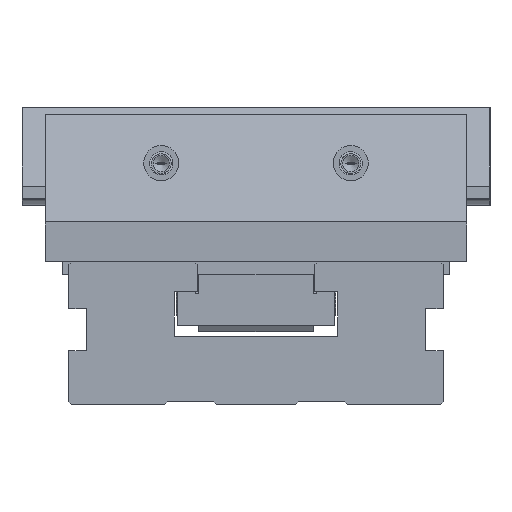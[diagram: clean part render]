
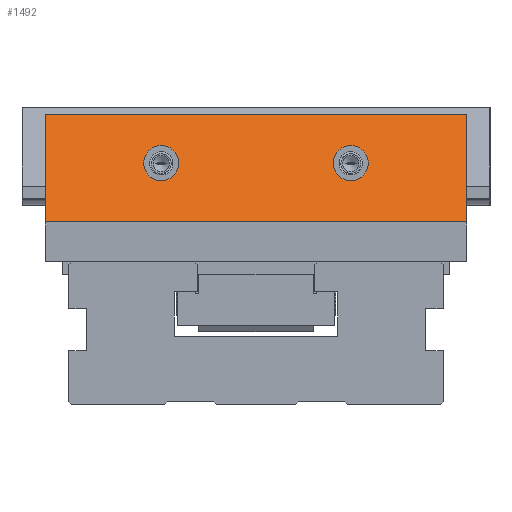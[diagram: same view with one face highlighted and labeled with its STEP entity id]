
A CAD part, left-side view. The second image highlights one B-rep face of the part: STEP entity #1492.
In plain terms, the highlighted planar face has unit normal (-0.924, 0, 0.383).
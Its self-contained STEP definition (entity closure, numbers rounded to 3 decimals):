
#219=ELLIPSE('',#8860,8.118,7.5);
#220=ELLIPSE('',#8875,8.118,7.5);
#845=FACE_BOUND('',#2694,.T.);
#846=FACE_BOUND('',#2695,.T.);
#847=FACE_BOUND('',#2696,.T.);
#1492=ADVANCED_FACE('',(#845,#846,#847),#1845,.F.);
#1845=PLANE('',#8877);
#2694=EDGE_LOOP('',(#3938,#3939,#3940,#3941));
#2695=EDGE_LOOP('',(#3942));
#2696=EDGE_LOOP('',(#3943));
#3938=ORIENTED_EDGE('',*,*,#6393,.T.);
#3939=ORIENTED_EDGE('',*,*,#6377,.T.);
#3940=ORIENTED_EDGE('',*,*,#6410,.T.);
#3941=ORIENTED_EDGE('',*,*,#6397,.T.);
#3942=ORIENTED_EDGE('',*,*,#6443,.F.);
#3943=ORIENTED_EDGE('',*,*,#6437,.F.);
#5488=VERTEX_POINT('',#12882);
#5489=VERTEX_POINT('',#12883);
#5502=VERTEX_POINT('',#12914);
#5505=VERTEX_POINT('',#12922);
#5532=VERTEX_POINT('',#13009);
#5539=VERTEX_POINT('',#13031);
#6377=EDGE_CURVE('',#5488,#5489,#7280,.T.);
#6393=EDGE_CURVE('',#5502,#5488,#7294,.T.);
#6397=EDGE_CURVE('',#5505,#5502,#7297,.T.);
#6410=EDGE_CURVE('',#5489,#5505,#7308,.T.);
#6437=EDGE_CURVE('',#5532,#5532,#219,.T.);
#6443=EDGE_CURVE('',#5539,#5539,#220,.T.);
#7280=LINE('',#12881,#7992);
#7294=LINE('',#12913,#8006);
#7297=LINE('',#12921,#8009);
#7308=LINE('',#12946,#8020);
#7992=VECTOR('',#10202,1.);
#8006=VECTOR('',#10224,1.);
#8009=VECTOR('',#10231,1.);
#8020=VECTOR('',#10250,1.);
#8860=AXIS2_PLACEMENT_3D('',#13008,#10324,#10325);
#8875=AXIS2_PLACEMENT_3D('',#13030,#10354,#10355);
#8877=AXIS2_PLACEMENT_3D('',#13033,#10358,#10359);
#10202=DIRECTION('',(0.,1.,0.));
#10224=DIRECTION('',(0.383,0.,0.924));
#10231=DIRECTION('',(0.,-1.,0.));
#10250=DIRECTION('',(-0.383,0.,-0.924));
#10324=DIRECTION('',(-0.924,0.,0.383));
#10325=DIRECTION('',(0.383,0.,0.924));
#10354=DIRECTION('',(-0.924,0.,0.383));
#10355=DIRECTION('',(0.383,0.,0.924));
#10358=DIRECTION('',(0.924,0.,-0.383));
#10359=DIRECTION('',(-0.383,0.,-0.924));
#12881=CARTESIAN_POINT('',(19.042,80.,124.4));
#12882=CARTESIAN_POINT('',(19.042,-10.,124.4));
#12883=CARTESIAN_POINT('',(19.042,170.,124.4));
#12913=CARTESIAN_POINT('',(0.589,-10.,79.853));
#12914=CARTESIAN_POINT('',(0.,-10.,78.43));
#12921=CARTESIAN_POINT('',(0.,80.,78.43));
#12922=CARTESIAN_POINT('',(0.,170.,78.43));
#12946=CARTESIAN_POINT('',(0.589,170.,79.853));
#13008=CARTESIAN_POINT('',(10.405,120.5,103.55));
#13009=CARTESIAN_POINT('',(13.512,120.5,111.05));
#13030=CARTESIAN_POINT('',(10.405,39.5,103.55));
#13031=CARTESIAN_POINT('',(13.512,39.5,111.05));
#13033=CARTESIAN_POINT('',(21.926,80.,131.363));
